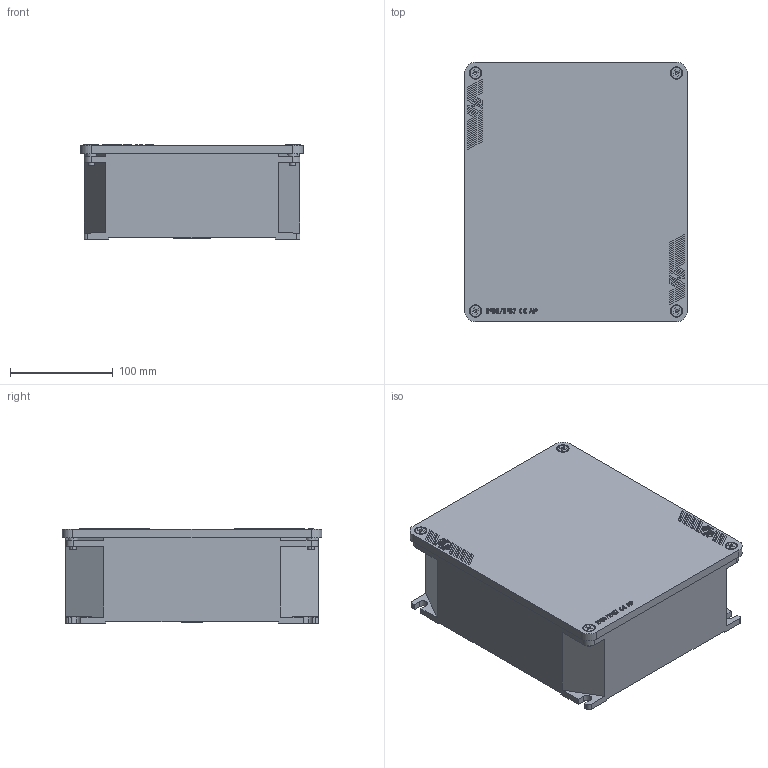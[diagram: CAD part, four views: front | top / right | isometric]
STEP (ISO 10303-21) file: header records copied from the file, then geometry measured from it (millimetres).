
FILE_DESCRIPTION(('CoCreate Modeling STEP Export'),'2;1');
FILE_NAME('APV_19.stp','2009-06-18T 9:56:52',(''),(''),'CoCreate Modeling STEP processor for AP214 (Solid Model)','CoCreate Modeling 16.00A 16-Aug-2008 (C) Parametric Technology GmbH','');
FILE_SCHEMA(('AUTOMOTIVE_DESIGN { 1 0 10303 214 1 1 1 1 }'));
Length unit declared in the file: millimetre
Products named in the file (4): COPERCHIO; CASSETA; VITE_TE_M6X20.3; APV_19
Assembly tree (6 placements, depth 2):
  APV_19
    VITE_TE_M6X20.3  x4
    CASSETA
    COPERCHIO
Bounding box: 217 x 253 x 92.15 mm (x, y, z)
Volume: 645505.5 mm3; surface area: 376024 mm2
Topology: 6 solids, 6 shells, 1485 faces, 4006 edges, 2648 vertices
Faces by surface type: plane 1196, cylinder 241, cone 32, torus 16
Entity records: 52880 total; most frequent: CARTESIAN_POINT 7670, ORIENTED_EDGE 7492, DIRECTION 6451, EDGE_CURVE 3746, VECTOR 3281, LINE 3281, VERTEX_POINT 2489, AXIS2_PLACEMENT_3D 1585
